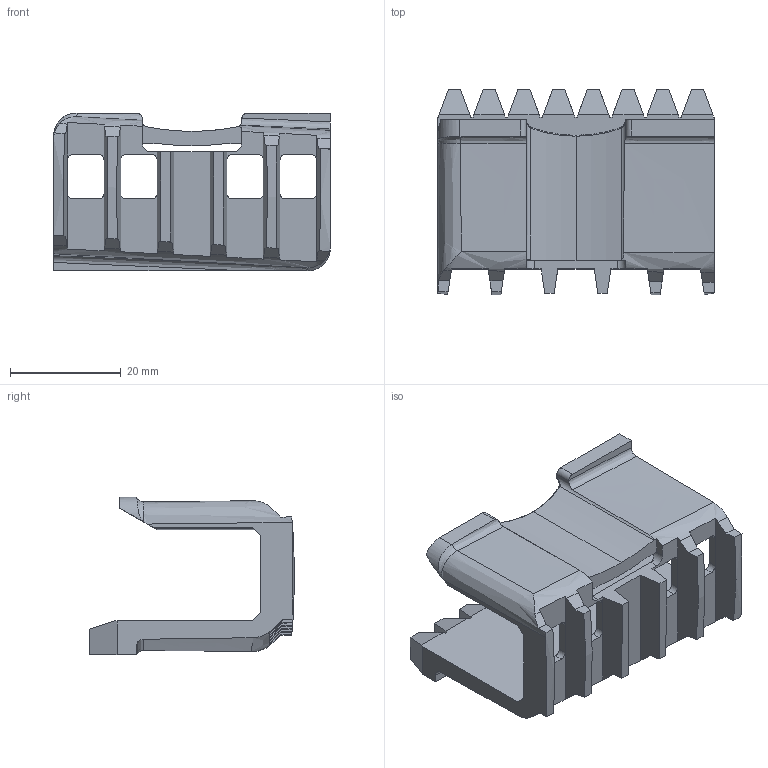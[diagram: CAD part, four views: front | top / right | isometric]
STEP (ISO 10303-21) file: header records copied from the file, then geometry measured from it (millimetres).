
FILE_DESCRIPTION (( 'STEP AP214' ), '1' );
FILE_NAME ('A19_FLEX1-017.P3.STEP', '2023-03-10T11:50:26', ( '' ), ( '' ), 'SwSTEP 2.0', 'SolidWorks 2019', '' );
FILE_SCHEMA (( 'AUTOMOTIVE_DESIGN' ));
Length unit declared in the file: millimetre
Products named in the file (1): A19_FLEX1-017.P3
Bounding box: 50 x 37.12 x 28.46 mm (x, y, z)
Volume: 13193.8 mm3; surface area: 9388.8 mm2
Topology: 1 solids, 1 shells, 302 faces, 849 edges, 557 vertices
Faces by surface type: plane 157, bspline 111, cylinder 34
Entity records: 15279 total; most frequent: CARTESIAN_POINT 8173, ORIENTED_EDGE 1698, DIRECTION 985, EDGE_CURVE 849, VERTEX_POINT 557, VECTOR 475, LINE 475, EDGE_LOOP 320
